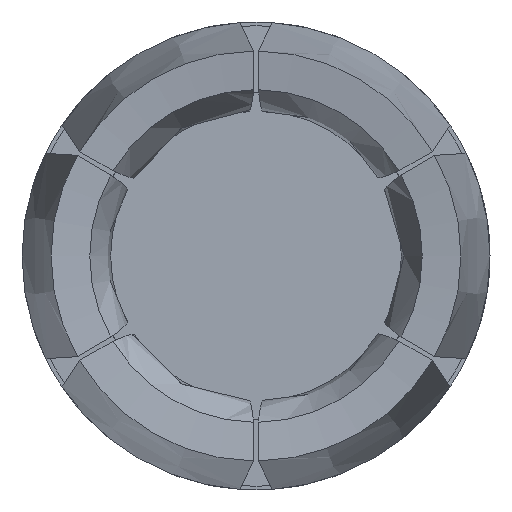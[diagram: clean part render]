
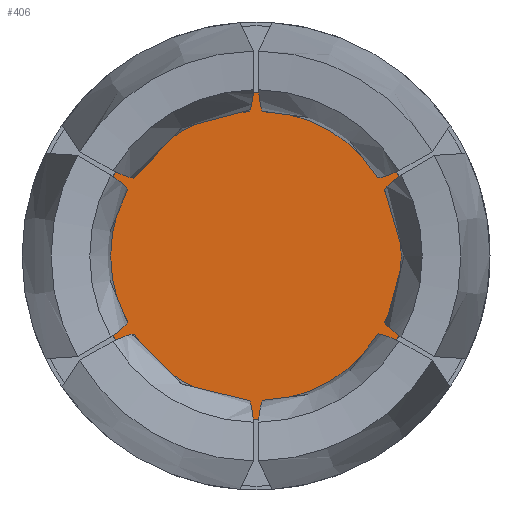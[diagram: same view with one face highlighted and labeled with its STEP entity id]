
A CAD part, front view. The second image highlights one B-rep face of the part: STEP entity #406.
In plain terms, the highlighted planar face has unit normal (0, -1, 0).
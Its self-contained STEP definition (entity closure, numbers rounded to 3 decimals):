
#145=PLANE('',#3896);
#253=FACE_OUTER_BOUND('',#685,.T.);
#406=ADVANCED_FACE('',(#253),#145,.T.);
#685=EDGE_LOOP('',(#968));
#968=ORIENTED_EDGE('',*,*,#2184,.F.);
#1863=VERTEX_POINT('',#5726);
#2184=EDGE_CURVE('',#1863,#1863,#2671,.T.);
#2671=CIRCLE('',#3895,2.1);
#3895=AXIS2_PLACEMENT_3D('',#5725,#4407,#4408);
#3896=AXIS2_PLACEMENT_3D('',#5727,#4409,#4410);
#4407=DIRECTION('',(0.,1.,0.));
#4408=DIRECTION('',(1.,0.,0.));
#4409=DIRECTION('',(0.,-1.,0.));
#4410=DIRECTION('',(0.,0.,-1.));
#5725=CARTESIAN_POINT('',(0.,-12.8,0.));
#5726=CARTESIAN_POINT('',(2.1,-12.8,0.));
#5727=CARTESIAN_POINT('',(-2.31,-12.8,2.31));
